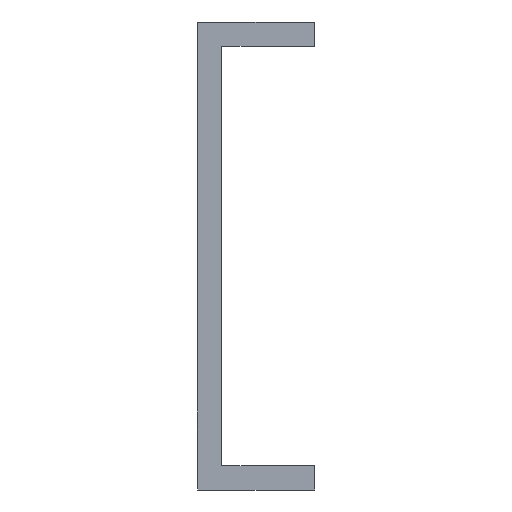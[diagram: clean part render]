
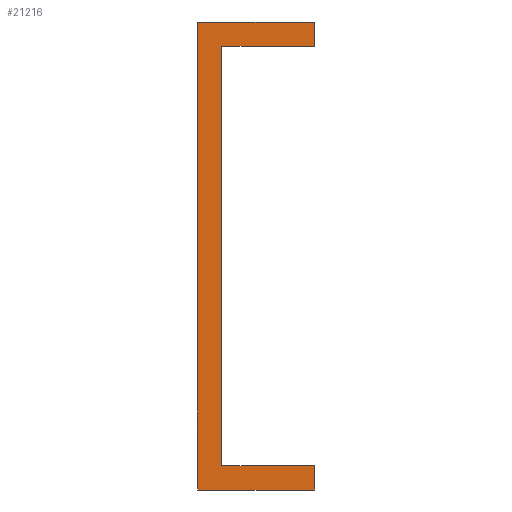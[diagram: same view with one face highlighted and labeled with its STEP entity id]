
A CAD part, front view. The second image highlights one B-rep face of the part: STEP entity #21216.
In plain terms, the highlighted planar face has unit normal (0, -1, 0).
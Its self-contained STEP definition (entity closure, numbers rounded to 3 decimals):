
#438 = CARTESIAN_POINT ( 'NONE',  ( -12., 0., -43. ) ) ;
#1852 = EDGE_CURVE ( 'NONE', #8523, #3064, #16808, .T. ) ;
#3064 = VERTEX_POINT ( 'NONE', #16776 ) ;
#3505 = VECTOR ( 'NONE', #10999, 1000. ) ;
#3650 = CARTESIAN_POINT ( 'NONE',  ( -12., 0., -43. ) ) ;
#4608 = LINE ( 'NONE', #7801, #29506 ) ;
#5112 = ORIENTED_EDGE ( 'NONE', *, *, #15630, .F. ) ;
#5578 = ORIENTED_EDGE ( 'NONE', *, *, #17436, .F. ) ;
#5690 = CARTESIAN_POINT ( 'NONE',  ( -12., 0., 0. ) ) ;
#7067 = EDGE_CURVE ( 'NONE', #16285, #27420, #26370, .T. ) ;
#7266 = PLANE ( 'NONE',  #14722 ) ;
#7801 = CARTESIAN_POINT ( 'NONE',  ( -21.5, 0., -45.5 ) ) ;
#7889 = VECTOR ( 'NONE', #29842, 1000. ) ;
#8427 = EDGE_CURVE ( 'NONE', #23288, #10429, #26689, .T. ) ;
#8523 = VERTEX_POINT ( 'NONE', #3650 ) ;
#8730 = CARTESIAN_POINT ( 'NONE',  ( -24., 0., 2.5 ) ) ;
#10429 = VERTEX_POINT ( 'NONE', #24164 ) ;
#10659 = CARTESIAN_POINT ( 'NONE',  ( -24., 0., -45.5 ) ) ;
#10999 = DIRECTION ( 'NONE',  ( 0., 0., 1. ) ) ;
#13017 = ORIENTED_EDGE ( 'NONE', *, *, #1852, .F. ) ;
#14722 = AXIS2_PLACEMENT_3D ( 'NONE', #31227, #16623, #24154 ) ;
#14766 = LINE ( 'NONE', #5690, #28405 ) ;
#14861 = DIRECTION ( 'NONE',  ( -1., 0., 0. ) ) ;
#14972 = CARTESIAN_POINT ( 'NONE',  ( -12., 0., 0. ) ) ;
#15061 = ORIENTED_EDGE ( 'NONE', *, *, #22490, .F. ) ;
#15261 = DIRECTION ( 'NONE',  ( -1., 0., 0. ) ) ;
#15630 = EDGE_CURVE ( 'NONE', #27420, #19747, #14766, .T. ) ;
#15631 = CARTESIAN_POINT ( 'NONE',  ( -21.5, 0., 0. ) ) ;
#16285 = VERTEX_POINT ( 'NONE', #8730 ) ;
#16623 = DIRECTION ( 'NONE',  ( 0., -1., 0. ) ) ;
#16776 = CARTESIAN_POINT ( 'NONE',  ( -12., 0., -45.5 ) ) ;
#16808 = LINE ( 'NONE', #438, #29670 ) ;
#17436 = EDGE_CURVE ( 'NONE', #10429, #8523, #22979, .T. ) ;
#18388 = CARTESIAN_POINT ( 'NONE',  ( 24., 0., 2.5 ) ) ;
#19023 = EDGE_CURVE ( 'NONE', #19747, #23288, #27805, .T. ) ;
#19376 = FACE_OUTER_BOUND ( 'NONE', #28307, .T. ) ;
#19747 = VERTEX_POINT ( 'NONE', #24878 ) ;
#19958 = VECTOR ( 'NONE', #20428, 1000. ) ;
#20365 = VERTEX_POINT ( 'NONE', #10659 ) ;
#20428 = DIRECTION ( 'NONE',  ( 1., 0., 0. ) ) ;
#21216 = ADVANCED_FACE ( 'NONE', ( #19376 ), #7266, .T. ) ;
#21375 = VECTOR ( 'NONE', #14861, 1000. ) ;
#21661 = EDGE_CURVE ( 'NONE', #20365, #16285, #28055, .T. ) ;
#21737 = ORIENTED_EDGE ( 'NONE', *, *, #21661, .F. ) ;
#22490 = EDGE_CURVE ( 'NONE', #3064, #20365, #4608, .T. ) ;
#22979 = LINE ( 'NONE', #30058, #7889 ) ;
#23288 = VERTEX_POINT ( 'NONE', #15631 ) ;
#24154 = DIRECTION ( 'NONE',  ( 0., 0., -1. ) ) ;
#24164 = CARTESIAN_POINT ( 'NONE',  ( -21.5, 0., -43. ) ) ;
#24878 = CARTESIAN_POINT ( 'NONE',  ( -12., 0., 0. ) ) ;
#25064 = DIRECTION ( 'NONE',  ( 0., 0., -1. ) ) ;
#25940 = CARTESIAN_POINT ( 'NONE',  ( -21.5, 0., 0. ) ) ;
#26370 = LINE ( 'NONE', #18388, #19958 ) ;
#26689 = LINE ( 'NONE', #25940, #30844 ) ;
#27420 = VERTEX_POINT ( 'NONE', #30835 ) ;
#27719 = CARTESIAN_POINT ( 'NONE',  ( -24., 0., -45.5 ) ) ;
#27805 = LINE ( 'NONE', #14972, #21375 ) ;
#28055 = LINE ( 'NONE', #27719, #3505 ) ;
#28307 = EDGE_LOOP ( 'NONE', ( #29829, #29813, #5112, #29741, #21737, #15061, #13017, #5578 ) ) ;
#28405 = VECTOR ( 'NONE', #25064, 1000. ) ;
#29447 = DIRECTION ( 'NONE',  ( 0., 0., -1. ) ) ;
#29506 = VECTOR ( 'NONE', #15261, 1000. ) ;
#29670 = VECTOR ( 'NONE', #29447, 1000. ) ;
#29741 = ORIENTED_EDGE ( 'NONE', *, *, #7067, .F. ) ;
#29813 = ORIENTED_EDGE ( 'NONE', *, *, #19023, .F. ) ;
#29829 = ORIENTED_EDGE ( 'NONE', *, *, #8427, .F. ) ;
#29842 = DIRECTION ( 'NONE',  ( 1., 0., 0. ) ) ;
#30058 = CARTESIAN_POINT ( 'NONE',  ( -12., 0., -43. ) ) ;
#30798 = DIRECTION ( 'NONE',  ( 0., 0., -1. ) ) ;
#30835 = CARTESIAN_POINT ( 'NONE',  ( -12., 0., 2.5 ) ) ;
#30844 = VECTOR ( 'NONE', #30798, 1000. ) ;
#31227 = CARTESIAN_POINT ( 'NONE',  ( 0., 0., 0. ) ) ;
